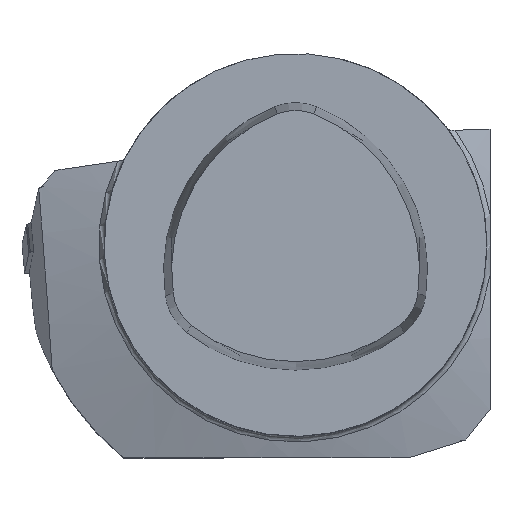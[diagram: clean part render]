
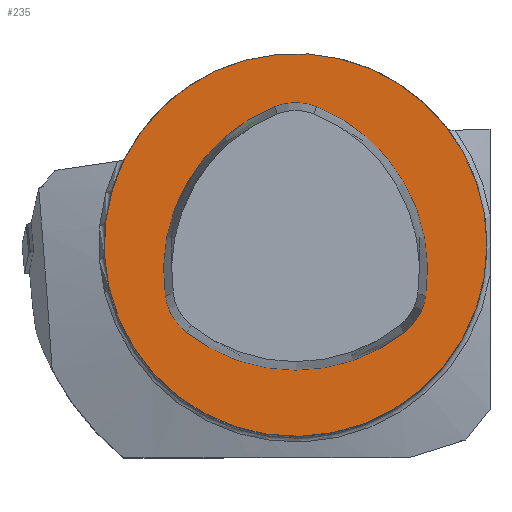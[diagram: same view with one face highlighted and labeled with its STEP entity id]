
A CAD part, top view. The second image highlights one B-rep face of the part: STEP entity #235.
In plain terms, the highlighted planar face has unit normal (0, 0, 1).
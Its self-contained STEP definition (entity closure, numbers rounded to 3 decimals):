
#99=FACE_BOUND('',#413,.T.);
#100=FACE_BOUND('',#414,.T.);
#188=CIRCLE('',#1318,31.5);
#196=CIRCLE('',#1332,29.);
#197=CIRCLE('',#1333,9.4);
#198=CIRCLE('',#1334,29.);
#199=CIRCLE('',#1335,9.4);
#200=CIRCLE('',#1336,29.);
#201=CIRCLE('',#1337,9.4);
#235=ADVANCED_FACE('',(#99,#100),#292,.T.);
#292=PLANE('',#1338);
#413=EDGE_LOOP('',(#608));
#414=EDGE_LOOP('',(#609,#610,#611,#612,#613,#614));
#608=ORIENTED_EDGE('',*,*,#961,.T.);
#609=ORIENTED_EDGE('',*,*,#979,.F.);
#610=ORIENTED_EDGE('',*,*,#980,.F.);
#611=ORIENTED_EDGE('',*,*,#981,.F.);
#612=ORIENTED_EDGE('',*,*,#982,.F.);
#613=ORIENTED_EDGE('',*,*,#983,.F.);
#614=ORIENTED_EDGE('',*,*,#984,.F.);
#833=VERTEX_POINT('',#1981);
#850=VERTEX_POINT('',#2045);
#851=VERTEX_POINT('',#2046);
#852=VERTEX_POINT('',#2048);
#853=VERTEX_POINT('',#2050);
#854=VERTEX_POINT('',#2052);
#855=VERTEX_POINT('',#2054);
#961=EDGE_CURVE('',#833,#833,#188,.T.);
#979=EDGE_CURVE('',#850,#851,#196,.T.);
#980=EDGE_CURVE('',#852,#850,#197,.T.);
#981=EDGE_CURVE('',#853,#852,#198,.T.);
#982=EDGE_CURVE('',#854,#853,#199,.T.);
#983=EDGE_CURVE('',#855,#854,#200,.T.);
#984=EDGE_CURVE('',#851,#855,#201,.T.);
#1318=AXIS2_PLACEMENT_3D('',#1980,#1542,#1543);
#1332=AXIS2_PLACEMENT_3D('',#2044,#1574,#1575);
#1333=AXIS2_PLACEMENT_3D('',#2047,#1576,#1577);
#1334=AXIS2_PLACEMENT_3D('',#2049,#1578,#1579);
#1335=AXIS2_PLACEMENT_3D('',#2051,#1580,#1581);
#1336=AXIS2_PLACEMENT_3D('',#2053,#1582,#1583);
#1337=AXIS2_PLACEMENT_3D('',#2055,#1584,#1585);
#1338=AXIS2_PLACEMENT_3D('',#2056,#1586,#1587);
#1542=DIRECTION('',(0.,0.,1.));
#1543=DIRECTION('',(1.,0.,0.));
#1574=DIRECTION('',(0.,0.,1.));
#1575=DIRECTION('',(1.,0.,0.));
#1576=DIRECTION('',(0.,0.,1.));
#1577=DIRECTION('',(1.,0.,0.));
#1578=DIRECTION('',(0.,0.,1.));
#1579=DIRECTION('',(1.,0.,0.));
#1580=DIRECTION('',(0.,0.,1.));
#1581=DIRECTION('',(1.,0.,0.));
#1582=DIRECTION('',(0.,0.,1.));
#1583=DIRECTION('',(1.,0.,0.));
#1584=DIRECTION('',(0.,0.,1.));
#1585=DIRECTION('',(1.,0.,0.));
#1586=DIRECTION('',(0.,0.,1.));
#1587=DIRECTION('',(-1.,0.,0.));
#1980=CARTESIAN_POINT('',(0.,0.,0.));
#1981=CARTESIAN_POINT('',(31.5,0.,0.));
#2044=CARTESIAN_POINT('',(7.275,-4.2,0.));
#2045=CARTESIAN_POINT('',(-3.489,22.729,0.));
#2046=CARTESIAN_POINT('',(-21.428,-8.343,0.));
#2047=CARTESIAN_POINT('',(0.,14.,0.));
#2048=CARTESIAN_POINT('',(3.489,22.729,0.));
#2049=CARTESIAN_POINT('',(-7.275,-4.2,0.));
#2050=CARTESIAN_POINT('',(21.428,-8.343,0.));
#2051=CARTESIAN_POINT('',(12.124,-7.,0.));
#2052=CARTESIAN_POINT('',(17.939,-14.386,0.));
#2053=CARTESIAN_POINT('',(0.,8.4,0.));
#2054=CARTESIAN_POINT('',(-17.939,-14.386,0.));
#2055=CARTESIAN_POINT('',(-12.124,-7.,0.));
#2056=CARTESIAN_POINT('',(0.,0.,0.));
